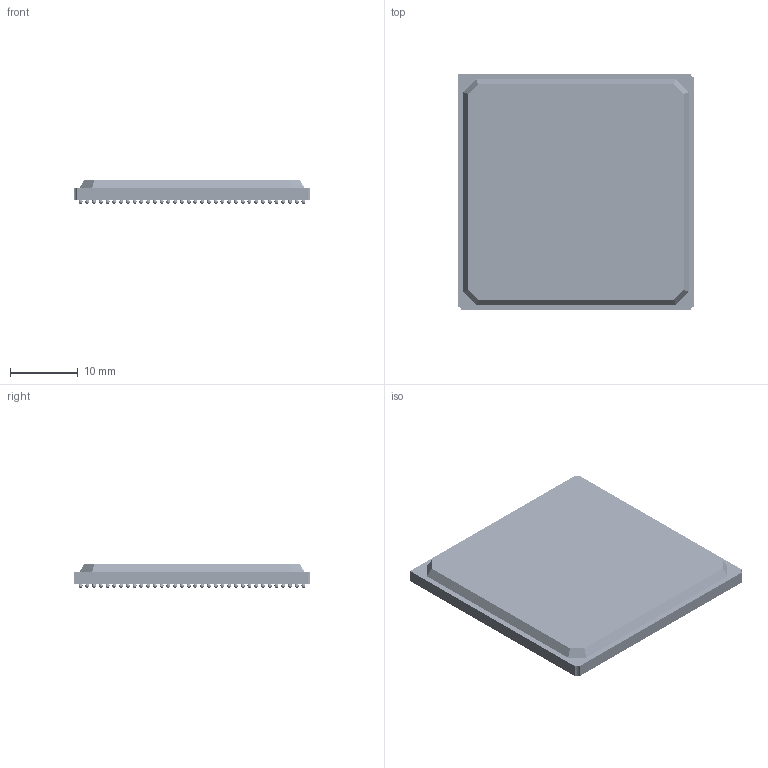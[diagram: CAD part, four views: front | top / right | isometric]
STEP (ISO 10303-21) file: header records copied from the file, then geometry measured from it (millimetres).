
FILE_DESCRIPTION((''),'2;1');
FILE_NAME('BGA1156C100P34X34_3500X3500X350.stp','2010-11-11T12:05:49',(''),(''),'Mechanical Desktop 2011','Mechanical Desktop 2011',', , ');
FILE_SCHEMA(('AUTOMOTIVE_DESIGN { 1 2 10303 214 1 1 1 1 }'));
Length unit declared in the file: millimetre
Products named in the file (1): Product
Bounding box: 35 x 35 x 3.5 mm (x, y, z)
Volume: 3933.3 mm3; surface area: 8785.1 mm2
Topology: 1159 solids, 1159 shells, 3496 faces, 8158 edges, 3512 vertices
Faces by surface type: sphere 2312, plane 1178, cylinder 6
Entity records: 69056 total; most frequent: DIRECTION 14008, CARTESIAN_POINT 10543, ORIENTED_EDGE 7068, AXIS2_PLACEMENT_3D 6977, EDGE_LOOP 4652, EDGE_CURVE 3534, VERTEX_POINT 3512, FACE_OUTER_BOUND 3496
